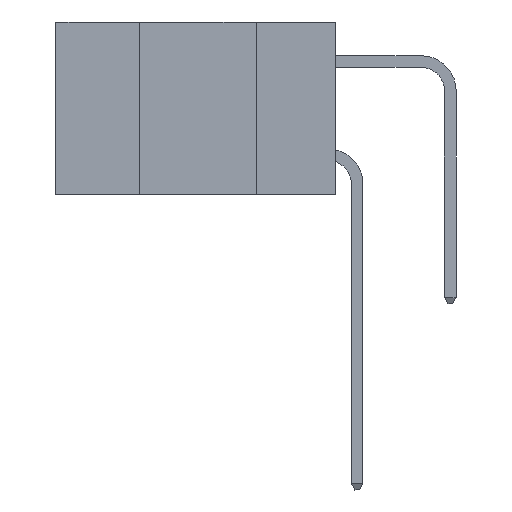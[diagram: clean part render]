
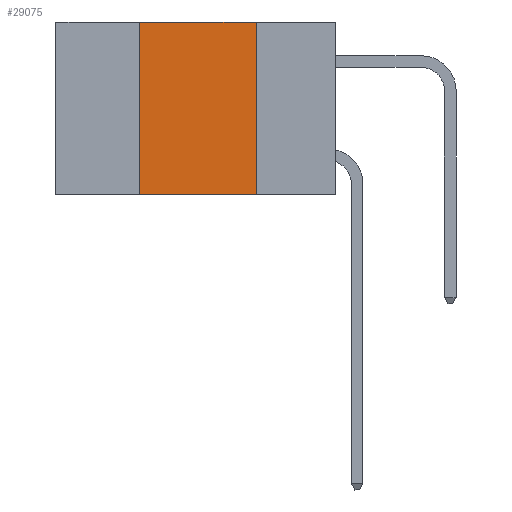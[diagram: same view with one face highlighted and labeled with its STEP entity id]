
A CAD part, left-side view. The second image highlights one B-rep face of the part: STEP entity #29075.
In plain terms, the highlighted planar face has unit normal (-1, 0, 0).
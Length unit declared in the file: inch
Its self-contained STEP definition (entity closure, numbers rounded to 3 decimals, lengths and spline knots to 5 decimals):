
#1292 = CARTESIAN_POINT ( 'NONE',  ( 0., 0.6, 0. ) ) ;
#1875 = FACE_OUTER_BOUND ( 'NONE', #14364, .T. ) ;
#3991 = AXIS2_PLACEMENT_3D ( 'NONE', #24380, #13063, #12561 ) ;
#4624 = DIRECTION ( 'NONE',  ( 0., -1., 0. ) ) ;
#4914 = VECTOR ( 'NONE', #10093, 39.37008 ) ;
#5254 = CARTESIAN_POINT ( 'NONE',  ( 0., 0.42, -0.37 ) ) ;
#5512 = DIRECTION ( 'NONE',  ( 0., 0., -1. ) ) ;
#6390 = EDGE_CURVE ( 'NONE', #18152, #31794, #14758, .T. ) ;
#6795 = LINE ( 'NONE', #14052, #34705 ) ;
#8490 = DIRECTION ( 'NONE',  ( 0., 0., 1. ) ) ;
#10093 = DIRECTION ( 'NONE',  ( 0., -1., 0. ) ) ;
#10350 = EDGE_CURVE ( 'NONE', #35078, #31794, #6795, .T. ) ;
#12105 = ORIENTED_EDGE ( 'NONE', *, *, #33412, .F. ) ;
#12561 = DIRECTION ( 'NONE',  ( 0., 0., -1. ) ) ;
#12977 = LINE ( 'NONE', #1292, #4914 ) ;
#13063 = DIRECTION ( 'NONE',  ( 1., 0., 0. ) ) ;
#14052 = CARTESIAN_POINT ( 'NONE',  ( 0., 0.17, 0. ) ) ;
#14364 = EDGE_LOOP ( 'NONE', ( #19997, #18344, #12105, #28811 ) ) ;
#14758 = LINE ( 'NONE', #36091, #32319 ) ;
#15488 = CARTESIAN_POINT ( 'NONE',  ( 0., 0.42, 0. ) ) ;
#16327 = CARTESIAN_POINT ( 'NONE',  ( 0., 0.17, 0. ) ) ;
#18152 = VERTEX_POINT ( 'NONE', #5254 ) ;
#18344 = ORIENTED_EDGE ( 'NONE', *, *, #30432, .F. ) ;
#19993 = VECTOR ( 'NONE', #8490, 39.37008 ) ;
#19997 = ORIENTED_EDGE ( 'NONE', *, *, #10350, .F. ) ;
#22530 = CARTESIAN_POINT ( 'NONE',  ( 0., 0.42, 0. ) ) ;
#23609 = LINE ( 'NONE', #22530, #19993 ) ;
#24380 = CARTESIAN_POINT ( 'NONE',  ( 0., 0.6, 0. ) ) ;
#27148 = PLANE ( 'NONE',  #3991 ) ;
#28811 = ORIENTED_EDGE ( 'NONE', *, *, #6390, .T. ) ;
#29075 = ADVANCED_FACE ( 'NONE', ( #1875 ), #27148, .F. ) ;
#29816 = CARTESIAN_POINT ( 'NONE',  ( 0., 0.17, -0.37 ) ) ;
#30432 = EDGE_CURVE ( 'NONE', #33752, #35078, #12977, .T. ) ;
#31794 = VERTEX_POINT ( 'NONE', #29816 ) ;
#32319 = VECTOR ( 'NONE', #4624, 39.37008 ) ;
#33412 = EDGE_CURVE ( 'NONE', #18152, #33752, #23609, .T. ) ;
#33752 = VERTEX_POINT ( 'NONE', #15488 ) ;
#34705 = VECTOR ( 'NONE', #5512, 39.37008 ) ;
#35078 = VERTEX_POINT ( 'NONE', #16327 ) ;
#36091 = CARTESIAN_POINT ( 'NONE',  ( 0., 0.6, -0.37 ) ) ;
